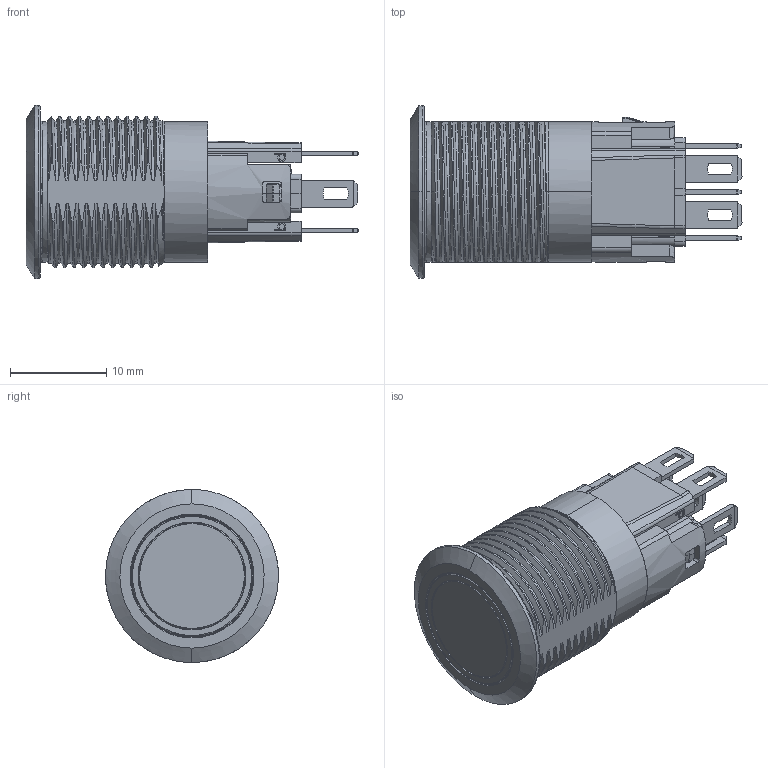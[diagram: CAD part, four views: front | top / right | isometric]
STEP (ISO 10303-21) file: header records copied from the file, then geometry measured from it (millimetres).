
FILE_DESCRIPTION(/* description */ (''),/* implementation_level */ '2;1');
FILE_NAME(/* name */ 'PVB3F2x0xx3Rx.stp',/* time_stamp */ '2025-02-03T16:01:26-06:00',/* author */ ('mroman'),/* organization */ (''),/* preprocessor_version */ 'ST-DEVELOPER v18.1',/* originating_system */ 'Autodesk Inventor 2022',/* authorisation */ '');
FILE_SCHEMA (('AUTOMOTIVE_DESIGN { 1 0 10303 214 3 1 1 }'));
Products named in the file (1): PVB3F2x0xx3Rx
Bounding box: 34.54 x 18 x 18 mm (x, y, z)
Volume: 1489.3 mm3; surface area: 5134.2 mm2
Topology: 3 solids, 3 shells, 1110 faces, 3226 edges, 2111 vertices
Faces by surface type: plane 725, bspline 332, torus 25, cylinder 15, sphere 7, cone 6
Full cylindrical faces by diameter (mm): 10 x1, 10.5 x1, 11.1 x1, 11.2 x1, 12.6 x1
Entity records: 73062 total; most frequent: CARTESIAN_POINT 46471, ORIENTED_EDGE 6452, DIRECTION 3965, EDGE_CURVE 3226, VERTEX_POINT 2111, LINE 2107, VECTOR 2107, EDGE_LOOP 1159
